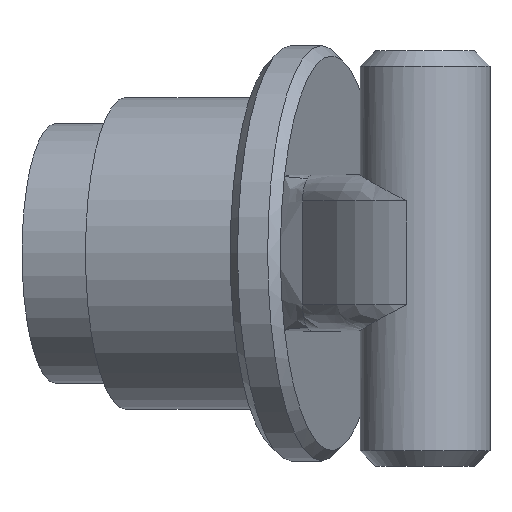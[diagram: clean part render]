
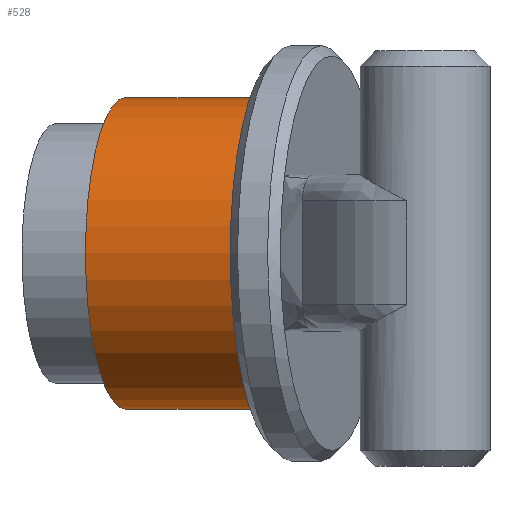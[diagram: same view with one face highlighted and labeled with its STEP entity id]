
A CAD part, top view. The second image highlights one B-rep face of the part: STEP entity #528.
In plain terms, the highlighted cylindrical face has radius 3 mm (diameter 6 mm), a full revolution.
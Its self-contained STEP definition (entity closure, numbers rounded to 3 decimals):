
#95=FACE_OUTER_BOUND('',#133,.T.);
#133=EDGE_LOOP('',(#440,#441,#442,#443));
#156=LINE('',#1218,#176);
#176=VECTOR('',#700,3.);
#186=CIRCLE('',#557,3.);
#206=CIRCLE('',#588,3.);
#217=VERTEX_POINT('',#742);
#252=VERTEX_POINT('',#1209);
#266=EDGE_CURVE('',#217,#217,#186,.T.);
#319=EDGE_CURVE('',#252,#252,#206,.T.);
#323=EDGE_CURVE('',#252,#217,#156,.T.);
#440=ORIENTED_EDGE('',*,*,#319,.T.);
#441=ORIENTED_EDGE('',*,*,#323,.T.);
#442=ORIENTED_EDGE('',*,*,#266,.T.);
#443=ORIENTED_EDGE('',*,*,#323,.F.);
#502=CYLINDRICAL_SURFACE('',#592,3.);
#528=ADVANCED_FACE('',(#95),#502,.T.);
#557=AXIS2_PLACEMENT_3D('',#743,#617,#618);
#588=AXIS2_PLACEMENT_3D('',#1210,#689,#690);
#592=AXIS2_PLACEMENT_3D('',#1217,#698,#699);
#617=DIRECTION('center_axis',(0.966,0.,0.259));
#618=DIRECTION('ref_axis',(0.,1.,0.));
#689=DIRECTION('center_axis',(-0.966,0.,-0.259));
#690=DIRECTION('ref_axis',(0.,1.,0.));
#698=DIRECTION('center_axis',(-0.966,0.,-0.259));
#699=DIRECTION('ref_axis',(0.,1.,0.));
#700=DIRECTION('',(-0.966,0.,-0.259));
#742=CARTESIAN_POINT('',(19.735,-1.273,3.764));
#743=CARTESIAN_POINT('Origin',(19.735,1.727,3.764));
#1209=CARTESIAN_POINT('',(22.729,-1.273,4.566));
#1210=CARTESIAN_POINT('Origin',(22.729,1.727,4.566));
#1217=CARTESIAN_POINT('Origin',(24.162,1.727,4.95));
#1218=CARTESIAN_POINT('',(24.162,-1.273,4.95));
